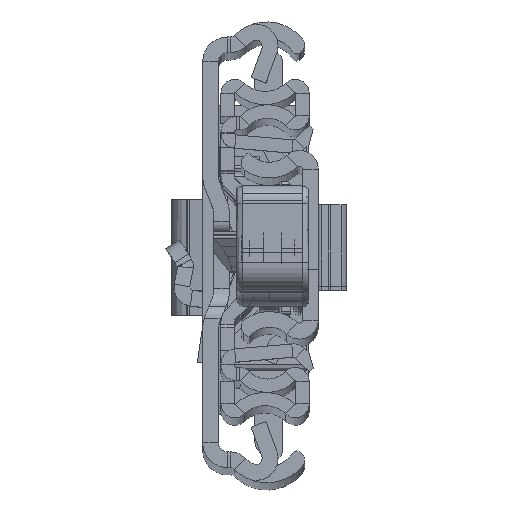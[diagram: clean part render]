
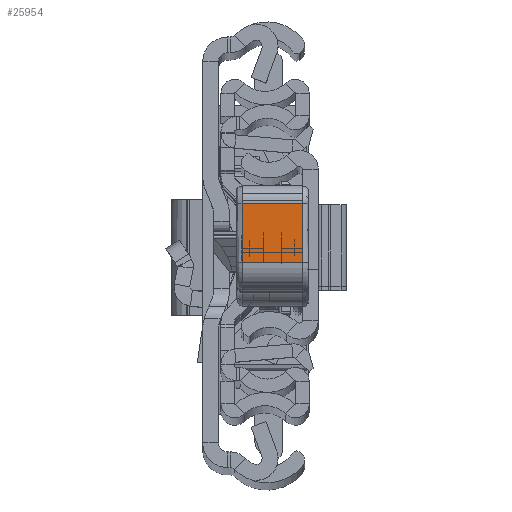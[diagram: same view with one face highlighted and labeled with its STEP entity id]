
A CAD part, top view. The second image highlights one B-rep face of the part: STEP entity #25954.
In plain terms, the highlighted face is planar.
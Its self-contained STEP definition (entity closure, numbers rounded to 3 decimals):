
#2439 = ORIENTED_EDGE ( 'NONE', *, *, #34370, .F. ) ;
#3048 = CARTESIAN_POINT ( 'NONE',  ( 39.818, -2.465, -10. ) ) ;
#4275 = PLANE ( 'NONE',  #20042 ) ;
#4747 = CARTESIAN_POINT ( 'NONE',  ( 39.55, -12.274, -10. ) ) ;
#6782 = DIRECTION ( 'NONE',  ( -0.027, -1., 0. ) ) ;
#6912 = VECTOR ( 'NONE', #16586, 1000. ) ;
#7696 = LINE ( 'NONE', #10800, #6912 ) ;
#8454 = DIRECTION ( 'NONE',  ( 0., 0., 1. ) ) ;
#8499 = ORIENTED_EDGE ( 'NONE', *, *, #12705, .F. ) ;
#10362 = LINE ( 'NONE', #24593, #21704 ) ;
#10800 = CARTESIAN_POINT ( 'NONE',  ( 39.55, -12.274, -10. ) ) ;
#11921 = CARTESIAN_POINT ( 'NONE',  ( 39.55, -12.274, -11. ) ) ;
#12371 = VERTEX_POINT ( 'NONE', #29439 ) ;
#12705 = EDGE_CURVE ( 'NONE', #25342, #23436, #7696, .T. ) ;
#16248 = DIRECTION ( 'NONE',  ( -1., 0.027, 0. ) ) ;
#16586 = DIRECTION ( 'NONE',  ( -0.027, -1., 0. ) ) ;
#17524 = CARTESIAN_POINT ( 'NONE',  ( 39.55, -12.274, 0. ) ) ;
#19391 = EDGE_CURVE ( 'NONE', #12371, #34234, #20403, .T. ) ;
#20042 = AXIS2_PLACEMENT_3D ( 'NONE', #24523, #16248, #6782 ) ;
#20403 = LINE ( 'NONE', #17524, #32396 ) ;
#21628 = VECTOR ( 'NONE', #8454, 1000. ) ;
#21704 = VECTOR ( 'NONE', #33757, 1000. ) ;
#23293 = DIRECTION ( 'NONE',  ( 0.027, 1., 0. ) ) ;
#23436 = VERTEX_POINT ( 'NONE', #4747 ) ;
#24523 = CARTESIAN_POINT ( 'NONE',  ( 39.55, -12.274, -11. ) ) ;
#24593 = CARTESIAN_POINT ( 'NONE',  ( 39.818, -2.465, -11. ) ) ;
#25342 = VERTEX_POINT ( 'NONE', #3048 ) ;
#25386 = EDGE_LOOP ( 'NONE', ( #2439, #8499, #31099, #31745 ) ) ;
#25954 = ADVANCED_FACE ( 'NONE', ( #30422 ), #4275, .F. ) ;
#29439 = CARTESIAN_POINT ( 'NONE',  ( 39.55, -12.274, 0. ) ) ;
#30422 = FACE_OUTER_BOUND ( 'NONE', #25386, .T. ) ;
#31099 = ORIENTED_EDGE ( 'NONE', *, *, #36950, .F. ) ;
#31745 = ORIENTED_EDGE ( 'NONE', *, *, #19391, .F. ) ;
#32396 = VECTOR ( 'NONE', #23293, 1000. ) ;
#33757 = DIRECTION ( 'NONE',  ( 0., 0., -1. ) ) ;
#34234 = VERTEX_POINT ( 'NONE', #37064 ) ;
#34370 = EDGE_CURVE ( 'NONE', #23436, #12371, #35317, .T. ) ;
#35317 = LINE ( 'NONE', #11921, #21628 ) ;
#36950 = EDGE_CURVE ( 'NONE', #34234, #25342, #10362, .T. ) ;
#37064 = CARTESIAN_POINT ( 'NONE',  ( 39.818, -2.465, 0. ) ) ;
